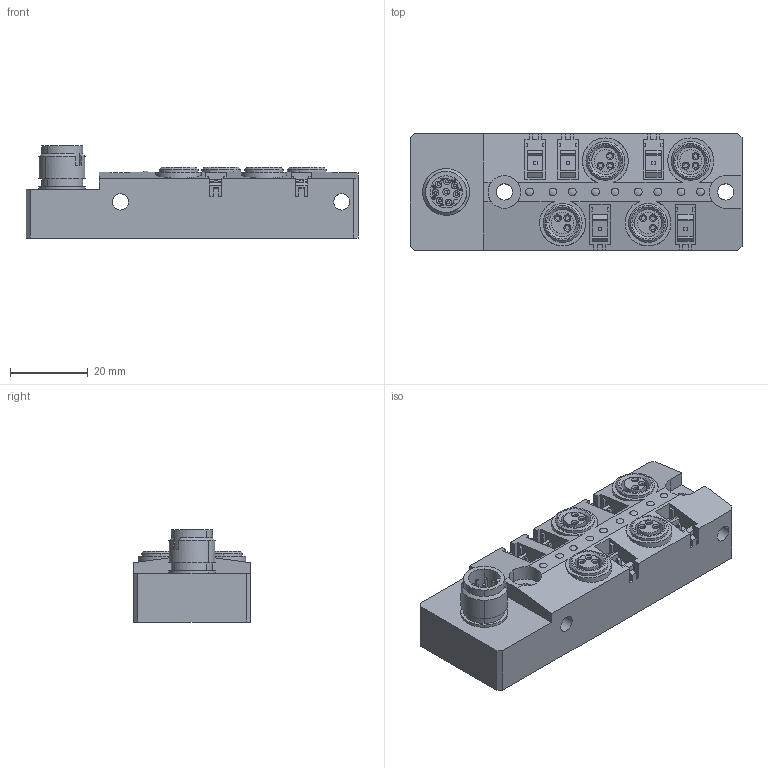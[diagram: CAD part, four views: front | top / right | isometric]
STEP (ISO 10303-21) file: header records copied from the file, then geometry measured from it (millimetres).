
FILE_DESCRIPTION((''),'2;1');
FILE_NAME('CAD-7140','2021-02-03T13:17:11',('creinig-se'),(''),'CREO PARAMETRIC BY PTC INC, 2019292','CREO PARAMETRIC BY PTC INC, 2019292','');
FILE_SCHEMA(('CONFIG_CONTROL_DESIGN','SHAPE_APPEARANCE_LAYERS_GROUPS'));
Length unit declared in the file: millimetre
Products named in the file (1): CAD-7140
Bounding box: 85.5 x 30 x 23.7 mm (x, y, z)
Volume: 37062.6 mm3; surface area: 13557 mm2
Topology: 1 solids, 1 shells, 535 faces, 1390 edges, 929 vertices
Faces by surface type: plane 316, cylinder 130, cone 42, extrusion 38, sphere 9
Entity records: 24300 total; most frequent: CARTESIAN_POINT 3715, ORIENTED_EDGE 2780, DIRECTION 2675, PRESENTATION_STYLE_ASSIGNMENT 1671, STYLED_ITEM 1434, CURVE_STYLE 1429, EDGE_CURVE 1390, VECTOR 973
